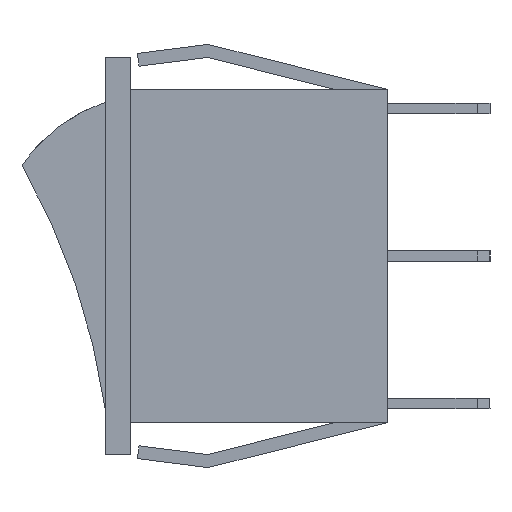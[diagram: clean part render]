
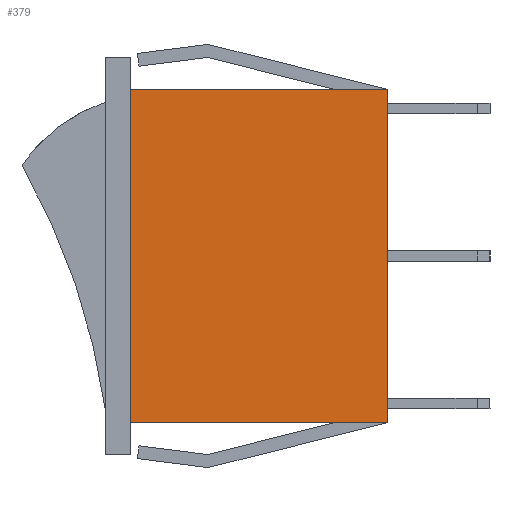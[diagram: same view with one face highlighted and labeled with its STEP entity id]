
A CAD part, front view. The second image highlights one B-rep face of the part: STEP entity #379.
In plain terms, the highlighted planar face has unit normal (0, -1, 0).
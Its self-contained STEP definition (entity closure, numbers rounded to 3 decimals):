
#314=CARTESIAN_POINT('Line Origine',(0.,-5.25,13.)) ;
#318=CARTESIAN_POINT('Vertex',(0.,-5.25,26.)) ;
#320=CARTESIAN_POINT('Vertex',(0.,-5.25,0.)) ;
#349=CARTESIAN_POINT('Axis2P3D Location',(10.,-5.25,13.)) ;
#354=CARTESIAN_POINT('Line Origine',(10.,-5.25,26.)) ;
#358=CARTESIAN_POINT('Vertex',(20.,-5.25,26.)) ;
#361=CARTESIAN_POINT('Line Origine',(10.,-5.25,0.)) ;
#365=CARTESIAN_POINT('Vertex',(20.,-5.25,0.)) ;
#368=CARTESIAN_POINT('Line Origine',(20.,-5.25,13.)) ;
#315=DIRECTION('Vector Direction',(0.,0.,-1.)) ;
#350=DIRECTION('Axis2P3D Direction',(0.,-1.,0.)) ;
#351=DIRECTION('Axis2P3D XDirection',(0.,0.,-1.)) ;
#355=DIRECTION('Vector Direction',(-1.,0.,0.)) ;
#362=DIRECTION('Vector Direction',(1.,0.,0.)) ;
#369=DIRECTION('Vector Direction',(0.,0.,1.)) ;
#352=AXIS2_PLACEMENT_3D('Plane Axis2P3D',#349,#350,#351) ;
#374=ORIENTED_EDGE('',*,*,#360,.T.) ;
#375=ORIENTED_EDGE('',*,*,#322,.T.) ;
#376=ORIENTED_EDGE('',*,*,#367,.T.) ;
#377=ORIENTED_EDGE('',*,*,#372,.T.) ;
#316=VECTOR('Line Direction',#315,1.) ;
#356=VECTOR('Line Direction',#355,1.) ;
#363=VECTOR('Line Direction',#362,1.) ;
#370=VECTOR('Line Direction',#369,1.) ;
#379=ADVANCED_FACE('Body1',(#378),#353,.T.) ;
#322=EDGE_CURVE('',#319,#321,#317,.T.) ;
#360=EDGE_CURVE('',#359,#319,#357,.T.) ;
#367=EDGE_CURVE('',#321,#366,#364,.T.) ;
#372=EDGE_CURVE('',#366,#359,#371,.T.) ;
#373=EDGE_LOOP('',(#374,#375,#376,#377)) ;
#378=FACE_OUTER_BOUND('',#373,.T.) ;
#317=LINE('Line',#314,#316) ;
#357=LINE('Line',#354,#356) ;
#364=LINE('Line',#361,#363) ;
#371=LINE('Line',#368,#370) ;
#353=PLANE('Plane',#352) ;
#319=VERTEX_POINT('',#318) ;
#321=VERTEX_POINT('',#320) ;
#359=VERTEX_POINT('',#358) ;
#366=VERTEX_POINT('',#365) ;
